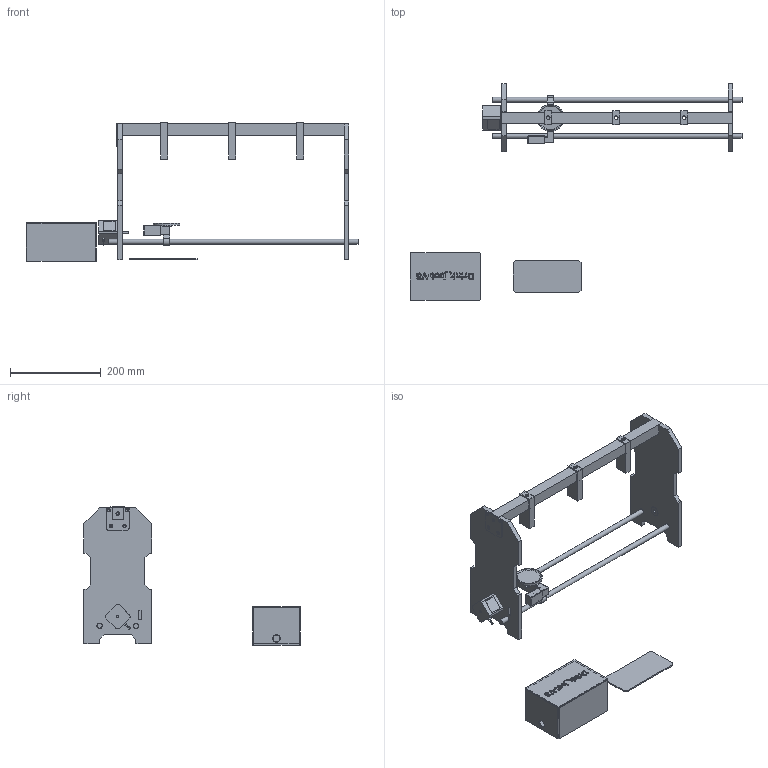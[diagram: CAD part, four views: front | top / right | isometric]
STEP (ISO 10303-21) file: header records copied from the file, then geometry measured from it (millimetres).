
FILE_DESCRIPTION(/* description */ (''),/* implementation_level */ '2;1');
FILE_NAME(/* name */ 'Drink_bot-V3 v25.step',/* time_stamp */ '2024-03-10T11:07:40+01:00',/* author */ (''),/* organization */ (''),/* preprocessor_version */ 'ST-DEVELOPER v20',/* originating_system */ 'Autodesk Translation Framework v12.20.1.177',/* authorisation */ '');
FILE_SCHEMA (('AUTOMOTIVE_DESIGN { 1 0 10303 214 3 1 1 }'));
Length unit declared in the file: millimetre
Products named in the file (2): Drink_bot-V3; nema-17
Assembly tree (1 placements, depth 2):
  Drink_bot-V3
    nema-17
Bounding box: 732.5 x 477.5 x 305.5 mm (x, y, z)
Volume: 1663051.5 mm3; surface area: 512888.6 mm2
Topology: 16 solids, 16 shells, 657 faces, 1748 edges, 1154 vertices
Faces by surface type: plane 320, bspline 265, cylinder 57, cone 15
Full cylindrical faces by diameter (mm): 1 x4, 2.459 x4, 3 x8, 5 x7, 8 x9, 8.2 x1, 11 x3, 11.9 x4, 12.7 x2, 15 x1, 21 x1, 21.8 x1, 22 x2, 35 x1, 59 x1
Entity records: 22927 total; most frequent: CARTESIAN_POINT 8063, ORIENTED_EDGE 3488, DIRECTION 2144, EDGE_CURVE 1744, VERTEX_POINT 1154, LINE 1074, VECTOR 1074, EDGE_LOOP 768
